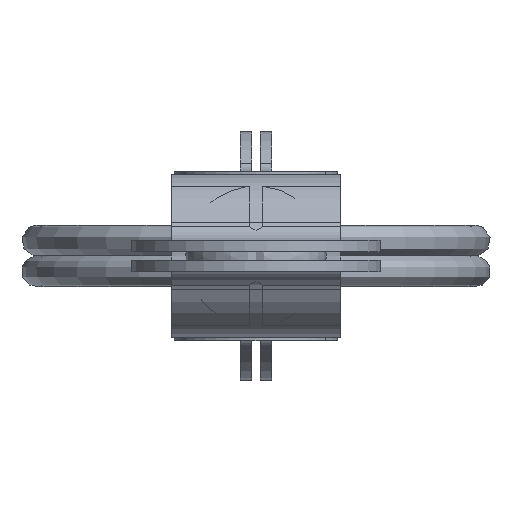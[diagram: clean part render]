
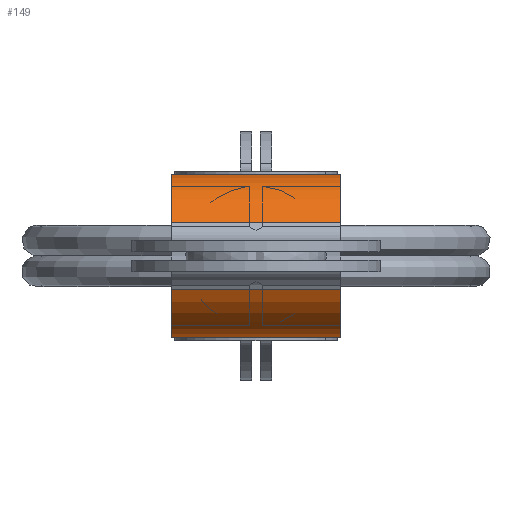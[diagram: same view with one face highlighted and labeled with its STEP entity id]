
A CAD part, left-side view. The second image highlights one B-rep face of the part: STEP entity #149.
In plain terms, the highlighted cylindrical face has radius 2.62 mm (diameter 5.24 mm), a partial arc.
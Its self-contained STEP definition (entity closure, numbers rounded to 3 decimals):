
#149 = ADVANCED_FACE( '', ( #328, #329 ), #330, .T. );
#328 = FACE_OUTER_BOUND( '', #537, .T. );
#329 = FACE_BOUND( '', #538, .T. );
#330 = CYLINDRICAL_SURFACE( '', #539, 2.62 );
#537 = EDGE_LOOP( '', ( #942, #943, #944, #945 ) );
#538 = EDGE_LOOP( '', ( #946 ) );
#539 = AXIS2_PLACEMENT_3D( '', #947, #948, #949 );
#942 = ORIENTED_EDGE( '', *, *, #1229, .F. );
#943 = ORIENTED_EDGE( '', *, *, #1342, .F. );
#944 = ORIENTED_EDGE( '', *, *, #1343, .F. );
#945 = ORIENTED_EDGE( '', *, *, #1322, .T. );
#946 = ORIENTED_EDGE( '', *, *, #1344, .F. );
#947 = CARTESIAN_POINT( '', ( 7.38, 5., 0. ) );
#948 = DIRECTION( '', ( 0., 1., 0. ) );
#949 = DIRECTION( '', ( 0., 0., -1. ) );
#1229 = EDGE_CURVE( '', #1492, #1494, #1495, .F. );
#1322 = EDGE_CURVE( '', #1633, #1494, #1637, .T. );
#1342 = EDGE_CURVE( '', #1662, #1492, #1663, .T. );
#1343 = EDGE_CURVE( '', #1633, #1662, #1664, .F. );
#1344 = EDGE_CURVE( '', #1665, #1665, #1666, .T. );
#1492 = VERTEX_POINT( '', #1884 );
#1494 = VERTEX_POINT( '', #1886 );
#1495 = CIRCLE( '', #1887, 2.62 );
#1633 = VERTEX_POINT( '', #2136 );
#1637 = LINE( '', #2141, #2142 );
#1662 = VERTEX_POINT( '', #2175 );
#1663 = LINE( '', #2176, #2177 );
#1664 = CIRCLE( '', #2178, 2.62 );
#1665 = VERTEX_POINT( '', #2179 );
#1666 = B_SPLINE_CURVE_WITH_KNOTS( '', 3, ( #2180, #2181, #2182, #2183, #2184, #2185, #2186, #2187, #2188, #2189, #2190, #2191, #2192, #2193, #2194, #2195, #2196, #2197 ), .UNSPECIFIED., .T., .F., ( 2, 2, 2, 2, 2, 2, 2, 2, 2, 2, 2 ), ( 0., 0., 0., 0.001, 0.001, 0.001, 0.002, 0.002, 0.002, 0.003, 0.003 ), .UNSPECIFIED. );
#1884 = CARTESIAN_POINT( '', ( 4.996, -2.71, -1.086 ) );
#1886 = CARTESIAN_POINT( '', ( 4.996, -2.71, 1.086 ) );
#1887 = AXIS2_PLACEMENT_3D( '', #2351, #2352, #2353 );
#2136 = CARTESIAN_POINT( '', ( 4.996, 2.71, 1.086 ) );
#2141 = CARTESIAN_POINT( '', ( 4.996, 5., 1.086 ) );
#2142 = VECTOR( '', #2490, 1000. );
#2175 = CARTESIAN_POINT( '', ( 4.996, 2.71, -1.086 ) );
#2176 = CARTESIAN_POINT( '', ( 4.996, 5., -1.086 ) );
#2177 = VECTOR( '', #2517, 1000. );
#2178 = AXIS2_PLACEMENT_3D( '', #2518, #2519, #2520 );
#2179 = CARTESIAN_POINT( '', ( 9.96, 0., -0.455 ) );
#2180 = CARTESIAN_POINT( '', ( 9.96, -0.12, -0.455 ) );
#2181 = CARTESIAN_POINT( '', ( 9.96, 0.12, -0.455 ) );
#2182 = CARTESIAN_POINT( '', ( 9.97, 0.238, -0.405 ) );
#2183 = CARTESIAN_POINT( '', ( 9.991, 0.406, -0.238 ) );
#2184 = CARTESIAN_POINT( '', ( 10., 0.455, -0.119 ) );
#2185 = CARTESIAN_POINT( '', ( 10., 0.455, 0.119 ) );
#2186 = CARTESIAN_POINT( '', ( 9.991, 0.407, 0.237 ) );
#2187 = CARTESIAN_POINT( '', ( 9.97, 0.237, 0.406 ) );
#2188 = CARTESIAN_POINT( '', ( 9.96, 0.119, 0.455 ) );
#2189 = CARTESIAN_POINT( '', ( 9.96, -0.119, 0.455 ) );
#2190 = CARTESIAN_POINT( '', ( 9.97, -0.237, 0.406 ) );
#2191 = CARTESIAN_POINT( '', ( 9.991, -0.405, 0.238 ) );
#2192 = CARTESIAN_POINT( '', ( 10., -0.455, 0.121 ) );
#2193 = CARTESIAN_POINT( '', ( 10., -0.455, -0.12 ) );
#2194 = CARTESIAN_POINT( '', ( 9.991, -0.406, -0.238 ) );
#2195 = CARTESIAN_POINT( '', ( 9.97, -0.238, -0.405 ) );
#2196 = CARTESIAN_POINT( '', ( 9.96, -0.12, -0.455 ) );
#2197 = CARTESIAN_POINT( '', ( 9.96, 0.12, -0.455 ) );
#2351 = CARTESIAN_POINT( '', ( 7.38, -2.71, 0. ) );
#2352 = DIRECTION( '', ( 0., 1., 0. ) );
#2353 = DIRECTION( '', ( -1., 0., 0. ) );
#2490 = DIRECTION( '', ( 0., -1., 0. ) );
#2517 = DIRECTION( '', ( 0., -1., 0. ) );
#2518 = CARTESIAN_POINT( '', ( 7.38, 2.71, 0. ) );
#2519 = DIRECTION( '', ( 0., -1., 0. ) );
#2520 = DIRECTION( '', ( 0., 0., -1. ) );
